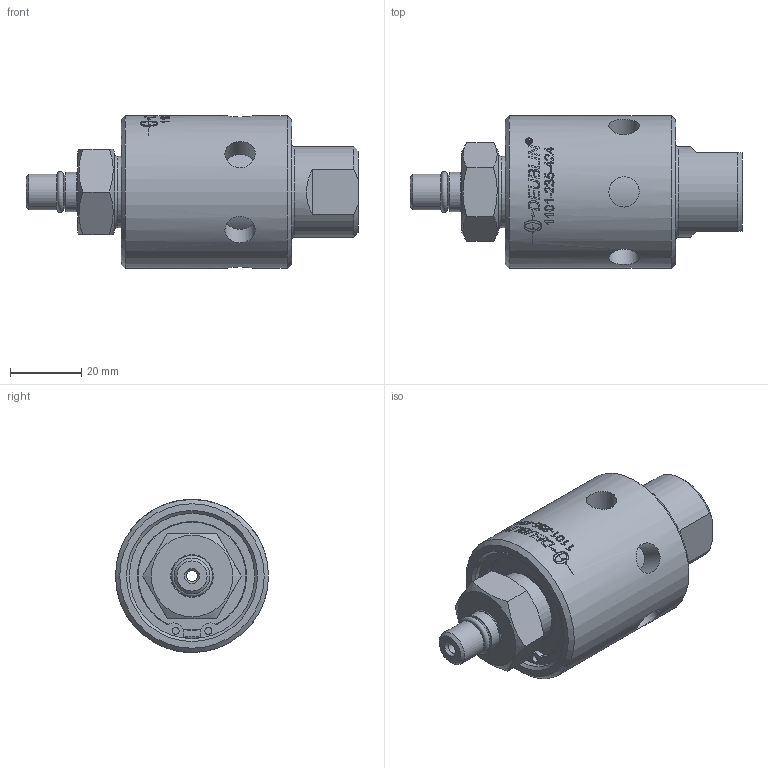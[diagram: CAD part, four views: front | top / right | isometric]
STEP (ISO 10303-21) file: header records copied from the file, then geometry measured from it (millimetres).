
FILE_DESCRIPTION((''),'2;1');
FILE_NAME('1101-235-424-IC.stp','2014-04-08T10:55:52',('cdunkel'),(''),'Autodesk Inventor 2013','Autodesk Inventor 2013','');
FILE_SCHEMA(('AUTOMOTIVE_DESIGN { 1 2 10303 214 0 1 1 1 }'));
Length unit declared in the file: millimetre
Products named in the file (1): 1101-235-424-IC
Bounding box: 92.88 x 42.8 x 42.8 mm (x, y, z)
Volume: 75666.4 mm3; surface area: 16879.6 mm2
Topology: 1 solids, 2 shells, 452 faces, 1188 edges, 782 vertices
Faces by surface type: plane 251, bspline 104, cylinder 70, cone 15, torus 12
Full cylindrical faces by diameter (mm): 1.981 x2, 3.2 x1, 8.5 x6, 10 x1, 11 x1, 14.501 x1, 20 x1, 21.675 x1, 25.4 x1, 30.125 x1, 30.4 x1, 35.006 x1, 35.05 x1, 37.19 x1, 42.8 x1
Entity records: 16235 total; most frequent: CARTESIAN_POINT 5526, ORIENTED_EDGE 2256, DIRECTION 2045, EDGE_CURVE 1128, AXIS2_PLACEMENT_3D 812, VERTEX_POINT 768, EDGE_LOOP 553, FACE_OUTER_BOUND 452
